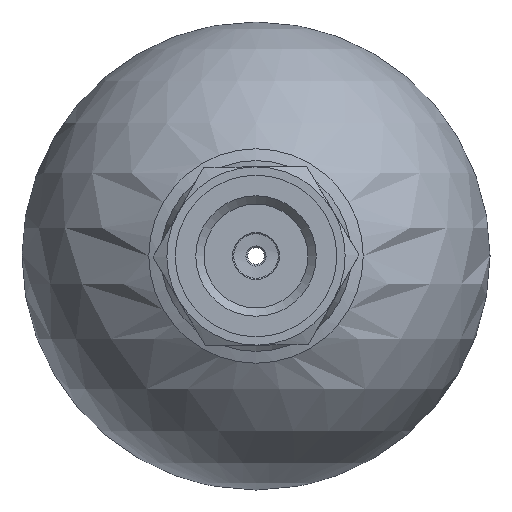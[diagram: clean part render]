
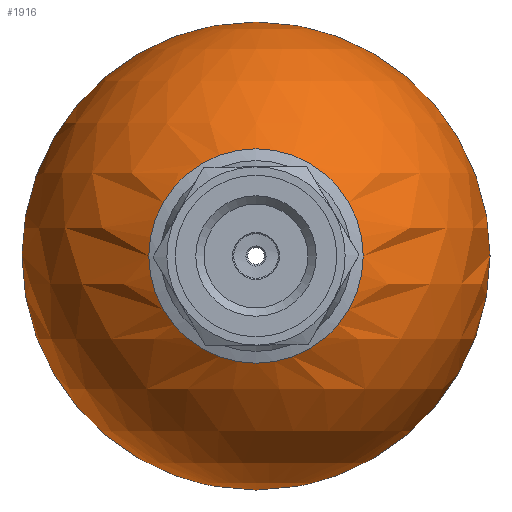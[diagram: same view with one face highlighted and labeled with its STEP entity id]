
A CAD part, front view. The second image highlights one B-rep face of the part: STEP entity #1916.
In plain terms, the highlighted spherical face has radius 42 mm.
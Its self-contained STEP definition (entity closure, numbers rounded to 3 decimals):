
#1492=CARTESIAN_POINT('',(19.152,20.794,0.0));
#1493=VERTEX_POINT('',#1492);
#1494=CARTESIAN_POINT('',(19.152,-21.206,0.0));
#1495=DIRECTION('',(1.0,0.0,0.0));
#1496=DIRECTION('',(0.0,1.0,0.0));
#1497=AXIS2_PLACEMENT_3D('',#1494,#1495,#1496);
#1498=CIRCLE('',#1497,42.0);
#1499=EDGE_CURVE('',#1493,#1493,#1498,.T.);
#1890=CARTESIAN_POINT('',(-18.181,-1.965,0.0));
#1891=VERTEX_POINT('',#1890);
#1892=CARTESIAN_POINT('',(-18.181,-21.206,0.0));
#1893=DIRECTION('',(1.0,0.0,0.0));
#1894=DIRECTION('',(0.0,1.0,0.0));
#1895=AXIS2_PLACEMENT_3D('',#1892,#1893,#1894);
#1896=CIRCLE('',#1895,19.241);
#1897=EDGE_CURVE('',#1891,#1891,#1896,.T.);
#1905=CARTESIAN_POINT('',(19.152,-21.206,0.0));
#1906=DIRECTION('',(0.0,0.0,1.0));
#1907=DIRECTION('',(1.0,0.0,0.0));
#1908=AXIS2_PLACEMENT_3D('',#1905,#1906,#1907);
#1909=SPHERICAL_SURFACE('',#1908,42.0);
#1910=ORIENTED_EDGE('',*,*,#1499,.F.);
#1911=EDGE_LOOP('',(#1910));
#1912=FACE_OUTER_BOUND('',#1911,.T.);
#1913=ORIENTED_EDGE('',*,*,#1897,.T.);
#1914=EDGE_LOOP('',(#1913));
#1915=FACE_BOUND('',#1914,.T.);
#1916=ADVANCED_FACE('',(#1912,#1915),#1909,.T.);
